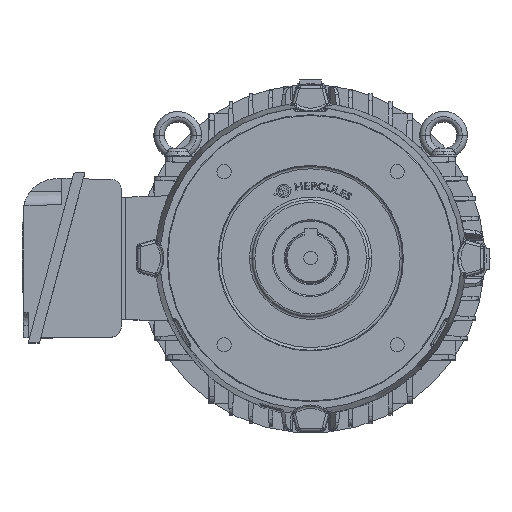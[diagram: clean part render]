
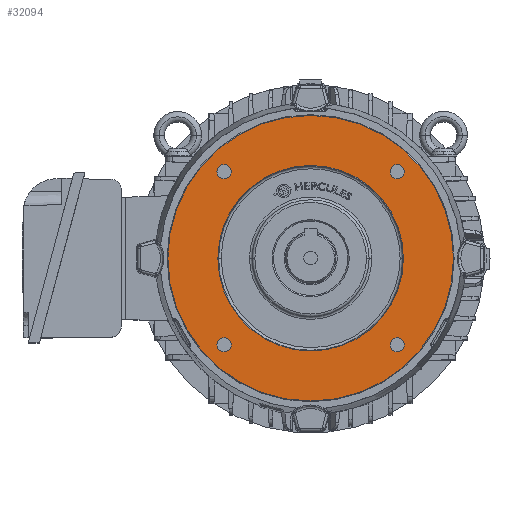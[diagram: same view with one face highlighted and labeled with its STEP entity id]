
A CAD part, top view. The second image highlights one B-rep face of the part: STEP entity #32094.
In plain terms, the highlighted planar face has unit normal (0, 0, 1).
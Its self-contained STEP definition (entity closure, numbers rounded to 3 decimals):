
#498 = VERTEX_POINT ( 'NONE', #65088 ) ;
#614 = CARTESIAN_POINT ( 'NONE',  ( 0., 0., 62.5 ) ) ;
#766 = CIRCLE ( 'NONE', #77107, 5.358 ) ;
#1015 = DIRECTION ( 'NONE',  ( -1., 0., 0. ) ) ;
#1114 = DIRECTION ( 'NONE',  ( 0., 0., -1. ) ) ;
#1469 = FACE_BOUND ( 'NONE', #27474, .T. ) ;
#1476 = DIRECTION ( 'NONE',  ( -1., 0., 0. ) ) ;
#1955 = VERTEX_POINT ( 'NONE', #41897 ) ;
#1959 = EDGE_CURVE ( 'NONE', #26601, #72292, #38343, .T. ) ;
#3043 = CARTESIAN_POINT ( 'NONE',  ( 0., 0., 62.5 ) ) ;
#3614 = AXIS2_PLACEMENT_3D ( 'NONE', #18911, #33144, #77161 ) ;
#3716 = DIRECTION ( 'NONE',  ( -1., 0., 0. ) ) ;
#4515 = AXIS2_PLACEMENT_3D ( 'NONE', #13742, #1114, #45195 ) ;
#4705 = VERTEX_POINT ( 'NONE', #76497 ) ;
#5309 = EDGE_CURVE ( 'NONE', #72292, #26601, #14651, .T. ) ;
#6564 = CARTESIAN_POINT ( 'NONE',  ( 65.125, -65.125, 62.5 ) ) ;
#7376 = ORIENTED_EDGE ( 'NONE', *, *, #47807, .T. ) ;
#9575 = CARTESIAN_POINT ( 'NONE',  ( 69.781, 0., 62.5 ) ) ;
#9782 = DIRECTION ( 'NONE',  ( 0., 0., -1. ) ) ;
#9991 = EDGE_LOOP ( 'NONE', ( #15175, #7376 ) ) ;
#10833 = VERTEX_POINT ( 'NONE', #50066 ) ;
#11262 = CIRCLE ( 'NONE', #4515, 5.358 ) ;
#11404 = DIRECTION ( 'NONE',  ( -1., 0., 0. ) ) ;
#13742 = CARTESIAN_POINT ( 'NONE',  ( 65.125, 65.125, 62.5 ) ) ;
#14651 = CIRCLE ( 'NONE', #19969, 5.358 ) ;
#15175 = ORIENTED_EDGE ( 'NONE', *, *, #26705, .T. ) ;
#15328 = DIRECTION ( 'NONE',  ( -1., 0., 0. ) ) ;
#16876 = DIRECTION ( 'NONE',  ( 0., 0., -1. ) ) ;
#17388 = CIRCLE ( 'NONE', #20017, 69.781 ) ;
#17482 = DIRECTION ( 'NONE',  ( 0., 0., 1. ) ) ;
#17496 = AXIS2_PLACEMENT_3D ( 'NONE', #6564, #58940, #1476 ) ;
#18107 = CARTESIAN_POINT ( 'NONE',  ( -70.483, -65.125, 62.5 ) ) ;
#18911 = CARTESIAN_POINT ( 'NONE',  ( -65.125, -65.125, 62.5 ) ) ;
#19585 = EDGE_LOOP ( 'NONE', ( #31672, #54187 ) ) ;
#19969 = AXIS2_PLACEMENT_3D ( 'NONE', #43180, #62893, #36913 ) ;
#20017 = AXIS2_PLACEMENT_3D ( 'NONE', #3043, #41249, #22351 ) ;
#20785 = FACE_BOUND ( 'NONE', #22656, .T. ) ;
#21591 = DIRECTION ( 'NONE',  ( 0., 0., -1. ) ) ;
#22351 = DIRECTION ( 'NONE',  ( -1., 0., 0. ) ) ;
#22656 = EDGE_LOOP ( 'NONE', ( #78603, #56291 ) ) ;
#24086 = AXIS2_PLACEMENT_3D ( 'NONE', #67196, #9782, #34145 ) ;
#24761 = EDGE_LOOP ( 'NONE', ( #27974, #81620 ) ) ;
#24816 = CARTESIAN_POINT ( 'NONE',  ( 65.125, -65.125, 62.5 ) ) ;
#24871 = VERTEX_POINT ( 'NONE', #9575 ) ;
#26209 = DIRECTION ( 'NONE',  ( 0., 0., 1. ) ) ;
#26601 = VERTEX_POINT ( 'NONE', #40586 ) ;
#26705 = EDGE_CURVE ( 'NONE', #10833, #4705, #40218, .T. ) ;
#27437 = AXIS2_PLACEMENT_3D ( 'NONE', #614, #26209, #1015 ) ;
#27474 = EDGE_LOOP ( 'NONE', ( #49192, #42087 ) ) ;
#27974 = ORIENTED_EDGE ( 'NONE', *, *, #82486, .T. ) ;
#29742 = EDGE_CURVE ( 'NONE', #49626, #38178, #65924, .T. ) ;
#31104 = AXIS2_PLACEMENT_3D ( 'NONE', #24816, #16876, #69667 ) ;
#31672 = ORIENTED_EDGE ( 'NONE', *, *, #1959, .T. ) ;
#32094 = ADVANCED_FACE ( 'NONE', ( #77805, #20785, #33786, #52647, #1469, #70689 ), #77394, .F. ) ;
#33144 = DIRECTION ( 'NONE',  ( 0., 0., -1. ) ) ;
#33786 = FACE_BOUND ( 'NONE', #19585, .T. ) ;
#34145 = DIRECTION ( 'NONE',  ( -1., 0., 0. ) ) ;
#36544 = DIRECTION ( 'NONE',  ( 0., 0., -1. ) ) ;
#36913 = DIRECTION ( 'NONE',  ( -1., 0., 0. ) ) ;
#37387 = CIRCLE ( 'NONE', #50716, 5.358 ) ;
#37529 = AXIS2_PLACEMENT_3D ( 'NONE', #79542, #17482, #48927 ) ;
#38178 = VERTEX_POINT ( 'NONE', #46495 ) ;
#38343 = CIRCLE ( 'NONE', #81151, 5.358 ) ;
#40218 = CIRCLE ( 'NONE', #37529, 107.45 ) ;
#40586 = CARTESIAN_POINT ( 'NONE',  ( -70.483, 65.125, 62.5 ) ) ;
#41249 = DIRECTION ( 'NONE',  ( 0., 0., -1. ) ) ;
#41897 = CARTESIAN_POINT ( 'NONE',  ( 59.766, 65.125, 62.5 ) ) ;
#42087 = ORIENTED_EDGE ( 'NONE', *, *, #29742, .T. ) ;
#42923 = CIRCLE ( 'NONE', #17496, 5.358 ) ;
#43180 = CARTESIAN_POINT ( 'NONE',  ( -65.125, 65.125, 62.5 ) ) ;
#44158 = CIRCLE ( 'NONE', #24086, 69.781 ) ;
#44728 = DIRECTION ( 'NONE',  ( -1., 0., 0. ) ) ;
#45007 = VERTEX_POINT ( 'NONE', #48445 ) ;
#45195 = DIRECTION ( 'NONE',  ( -1., 0., 0. ) ) ;
#46495 = CARTESIAN_POINT ( 'NONE',  ( 59.766, -65.125, 62.5 ) ) ;
#47236 = VERTEX_POINT ( 'NONE', #80415 ) ;
#47807 = EDGE_CURVE ( 'NONE', #4705, #10833, #71602, .T. ) ;
#48445 = CARTESIAN_POINT ( 'NONE',  ( 70.483, 65.125, 62.5 ) ) ;
#48472 = CARTESIAN_POINT ( 'NONE',  ( -59.766, 65.125, 62.5 ) ) ;
#48927 = DIRECTION ( 'NONE',  ( -1., 0., 0. ) ) ;
#48939 = EDGE_CURVE ( 'NONE', #45007, #1955, #766, .T. ) ;
#49192 = ORIENTED_EDGE ( 'NONE', *, *, #57141, .T. ) ;
#49626 = VERTEX_POINT ( 'NONE', #81495 ) ;
#49830 = EDGE_LOOP ( 'NONE', ( #61973, #58885 ) ) ;
#49838 = CARTESIAN_POINT ( 'NONE',  ( -65.125, 65.125, 62.5 ) ) ;
#50066 = CARTESIAN_POINT ( 'NONE',  ( -107.45, 0., 62.5 ) ) ;
#50716 = AXIS2_PLACEMENT_3D ( 'NONE', #71508, #21591, #15328 ) ;
#50947 = VERTEX_POINT ( 'NONE', #18107 ) ;
#52647 = FACE_BOUND ( 'NONE', #49830, .T. ) ;
#52780 = EDGE_CURVE ( 'NONE', #498, #50947, #37387, .T. ) ;
#54187 = ORIENTED_EDGE ( 'NONE', *, *, #5309, .T. ) ;
#56291 = ORIENTED_EDGE ( 'NONE', *, *, #48939, .T. ) ;
#57141 = EDGE_CURVE ( 'NONE', #38178, #49626, #42923, .T. ) ;
#58531 = CARTESIAN_POINT ( 'NONE',  ( 0., 107.95, 62.5 ) ) ;
#58541 = CIRCLE ( 'NONE', #3614, 5.358 ) ;
#58885 = ORIENTED_EDGE ( 'NONE', *, *, #52780, .T. ) ;
#58940 = DIRECTION ( 'NONE',  ( 0., 0., -1. ) ) ;
#61973 = ORIENTED_EDGE ( 'NONE', *, *, #69145, .T. ) ;
#62893 = DIRECTION ( 'NONE',  ( 0., 0., -1. ) ) ;
#65088 = CARTESIAN_POINT ( 'NONE',  ( -59.766, -65.125, 62.5 ) ) ;
#65924 = CIRCLE ( 'NONE', #31104, 5.358 ) ;
#67196 = CARTESIAN_POINT ( 'NONE',  ( 0., 0., 62.5 ) ) ;
#67220 = AXIS2_PLACEMENT_3D ( 'NONE', #58531, #70276, #44728 ) ;
#69145 = EDGE_CURVE ( 'NONE', #50947, #498, #58541, .T. ) ;
#69667 = DIRECTION ( 'NONE',  ( -1., 0., 0. ) ) ;
#70276 = DIRECTION ( 'NONE',  ( 0., 0., -1. ) ) ;
#70689 = FACE_BOUND ( 'NONE', #24761, .T. ) ;
#71508 = CARTESIAN_POINT ( 'NONE',  ( -65.125, -65.125, 62.5 ) ) ;
#71602 = CIRCLE ( 'NONE', #27437, 107.45 ) ;
#72259 = EDGE_CURVE ( 'NONE', #1955, #45007, #11262, .T. ) ;
#72292 = VERTEX_POINT ( 'NONE', #48472 ) ;
#75421 = DIRECTION ( 'NONE',  ( 0., 0., -1. ) ) ;
#76497 = CARTESIAN_POINT ( 'NONE',  ( 107.45, 0., 62.5 ) ) ;
#77107 = AXIS2_PLACEMENT_3D ( 'NONE', #81800, #36544, #11404 ) ;
#77161 = DIRECTION ( 'NONE',  ( -1., 0., 0. ) ) ;
#77394 = PLANE ( 'NONE',  #67220 ) ;
#77805 = FACE_OUTER_BOUND ( 'NONE', #9991, .T. ) ;
#78603 = ORIENTED_EDGE ( 'NONE', *, *, #72259, .T. ) ;
#79542 = CARTESIAN_POINT ( 'NONE',  ( 0., 0., 62.5 ) ) ;
#80415 = CARTESIAN_POINT ( 'NONE',  ( -69.781, 0., 62.5 ) ) ;
#81151 = AXIS2_PLACEMENT_3D ( 'NONE', #49838, #75421, #3716 ) ;
#81495 = CARTESIAN_POINT ( 'NONE',  ( 70.483, -65.125, 62.5 ) ) ;
#81620 = ORIENTED_EDGE ( 'NONE', *, *, #82471, .T. ) ;
#81800 = CARTESIAN_POINT ( 'NONE',  ( 65.125, 65.125, 62.5 ) ) ;
#82471 = EDGE_CURVE ( 'NONE', #47236, #24871, #17388, .T. ) ;
#82486 = EDGE_CURVE ( 'NONE', #24871, #47236, #44158, .T. ) ;
